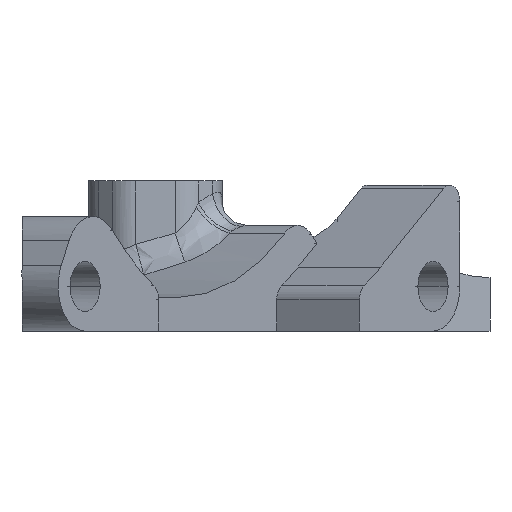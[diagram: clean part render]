
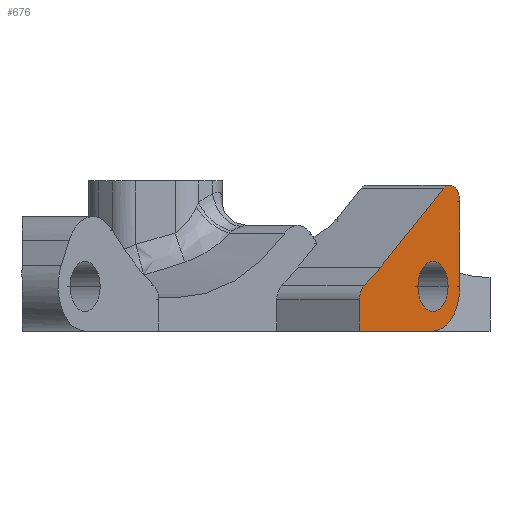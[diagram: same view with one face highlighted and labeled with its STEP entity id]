
A CAD part, left-side view. The second image highlights one B-rep face of the part: STEP entity #676.
In plain terms, the highlighted planar face has unit normal (-0.602, -0.799, 0).
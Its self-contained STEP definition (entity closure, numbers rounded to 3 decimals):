
#17 = EDGE_LOOP ( 'NONE', ( #3295, #1430 ) ) ;
#166 = ORIENTED_EDGE ( 'NONE', *, *, #3228, .T. ) ;
#357 = CARTESIAN_POINT ( 'NONE',  ( -21.907, -38.223, -16.123 ) ) ;
#358 = EDGE_CURVE ( 'NONE', #990, #1583, #3691, .T. ) ;
#441 = DIRECTION ( 'NONE',  ( 0.799, -0.602, 0. ) ) ;
#545 = DIRECTION ( 'NONE',  ( 0.602, 0.799, 0. ) ) ;
#548 = AXIS2_PLACEMENT_3D ( 'NONE', #2194, #3703, #1294 ) ;
#558 = DIRECTION ( 'NONE',  ( 0.602, 0.799, 0. ) ) ;
#574 = VECTOR ( 'NONE', #1680, 1000. ) ;
#585 = EDGE_CURVE ( 'NONE', #3079, #3830, #679, .T. ) ;
#591 = ORIENTED_EDGE ( 'NONE', *, *, #833, .F. ) ;
#606 = CARTESIAN_POINT ( 'NONE',  ( -29.894, -32.205, 2. ) ) ;
#645 = AXIS2_PLACEMENT_3D ( 'NONE', #2378, #545, #1432 ) ;
#676 = ADVANCED_FACE ( 'NONE', ( #2882, #2083 ), #2485, .T. ) ;
#679 = CIRCLE ( 'NONE', #645, 1.5 ) ;
#774 = LINE ( 'NONE', #2549, #1609 ) ;
#833 = EDGE_CURVE ( 'NONE', #3674, #1583, #3454, .T. ) ;
#865 = CARTESIAN_POINT ( 'NONE',  ( -13.921, -44.241, -15.324 ) ) ;
#990 = VERTEX_POINT ( 'NONE', #3811 ) ;
#1187 = EDGE_CURVE ( 'NONE', #3466, #2910, #1407, .T. ) ;
#1212 = DIRECTION ( 'NONE',  ( -0.799, 0.602, 0. ) ) ;
#1294 = DIRECTION ( 'NONE',  ( 0.799, -0.602, 0. ) ) ;
#1295 = VERTEX_POINT ( 'NONE', #3424 ) ;
#1304 = DIRECTION ( 'NONE',  ( 0.799, -0.602, 0. ) ) ;
#1407 = LINE ( 'NONE', #3655, #1601 ) ;
#1409 = DIRECTION ( 'NONE',  ( 0.799, -0.602, 0. ) ) ;
#1422 = ORIENTED_EDGE ( 'NONE', *, *, #358, .T. ) ;
#1425 = EDGE_CURVE ( 'NONE', #990, #2524, #774, .T. ) ;
#1430 = ORIENTED_EDGE ( 'NONE', *, *, #2747, .T. ) ;
#1432 = DIRECTION ( 'NONE',  ( 0.799, -0.602, 0. ) ) ;
#1583 = VERTEX_POINT ( 'NONE', #3033 ) ;
#1601 = VECTOR ( 'NONE', #3641, 1000. ) ;
#1609 = VECTOR ( 'NONE', #1642, 1000. ) ;
#1616 = AXIS2_PLACEMENT_3D ( 'NONE', #1941, #2802, #1930 ) ;
#1642 = DIRECTION ( 'NONE',  ( 0., 0., -1. ) ) ;
#1663 = EDGE_CURVE ( 'NONE', #1295, #3674, #2847, .T. ) ;
#1680 = DIRECTION ( 'NONE',  ( 0., 0., 1. ) ) ;
#1719 = CARTESIAN_POINT ( 'NONE',  ( -16.058, -42.631, -15.324 ) ) ;
#1775 = AXIS2_PLACEMENT_3D ( 'NONE', #3741, #3725, #441 ) ;
#1882 = DIRECTION ( 'NONE',  ( 0.602, 0.799, 0. ) ) ;
#1908 = CARTESIAN_POINT ( 'NONE',  ( -20.214, -39.499, -14.16 ) ) ;
#1930 = DIRECTION ( 'NONE',  ( 0.799, -0.602, 0. ) ) ;
#1941 = CARTESIAN_POINT ( 'NONE',  ( -21.109, -38.825, -16.123 ) ) ;
#1987 = LINE ( 'NONE', #3486, #574 ) ;
#2036 = CIRCLE ( 'NONE', #2138, 1.5 ) ;
#2083 = FACE_BOUND ( 'NONE', #17, .T. ) ;
#2124 = VERTEX_POINT ( 'NONE', #357 ) ;
#2138 = AXIS2_PLACEMENT_3D ( 'NONE', #2215, #1882, #1304 ) ;
#2194 = CARTESIAN_POINT ( 'NONE',  ( -16.058, -42.631, -15.324 ) ) ;
#2215 = CARTESIAN_POINT ( 'NONE',  ( -16.058, -42.631, -15.324 ) ) ;
#2378 = CARTESIAN_POINT ( 'NONE',  ( -16.058, -42.631, -15.324 ) ) ;
#2485 = PLANE ( 'NONE',  #548 ) ;
#2524 = VERTEX_POINT ( 'NONE', #865 ) ;
#2549 = CARTESIAN_POINT ( 'NONE',  ( -13.921, -44.241, -15.324 ) ) ;
#2579 = ORIENTED_EDGE ( 'NONE', *, *, #3465, .F. ) ;
#2607 = AXIS2_PLACEMENT_3D ( 'NONE', #1719, #558, #1409 ) ;
#2747 = EDGE_CURVE ( 'NONE', #3830, #3079, #2036, .T. ) ;
#2802 = DIRECTION ( 'NONE',  ( -0.602, -0.799, 0. ) ) ;
#2843 = CARTESIAN_POINT ( 'NONE',  ( -13.921, -44.241, -8.25 ) ) ;
#2847 = CIRCLE ( 'NONE', #3596, 20.2 ) ;
#2882 = FACE_OUTER_BOUND ( 'NONE', #3566, .T. ) ;
#2910 = VERTEX_POINT ( 'NONE', #3850 ) ;
#2977 = CARTESIAN_POINT ( 'NONE',  ( -14.86, -43.533, -15.324 ) ) ;
#3033 = CARTESIAN_POINT ( 'NONE',  ( -15.199, -43.278, -9.45 ) ) ;
#3079 = VERTEX_POINT ( 'NONE', #2977 ) ;
#3111 = VECTOR ( 'NONE', #3126, 1000. ) ;
#3119 = ORIENTED_EDGE ( 'NONE', *, *, #1187, .F. ) ;
#3126 = DIRECTION ( 'NONE',  ( 0.639, -0.481, 0.6 ) ) ;
#3153 = ORIENTED_EDGE ( 'NONE', *, *, #1425, .F. ) ;
#3188 = CARTESIAN_POINT ( 'NONE',  ( -17.256, -41.728, -15.324 ) ) ;
#3228 = EDGE_CURVE ( 'NONE', #1295, #2124, #3547, .T. ) ;
#3295 = ORIENTED_EDGE ( 'NONE', *, *, #585, .T. ) ;
#3319 = DIRECTION ( 'NONE',  ( -0.602, -0.799, 0. ) ) ;
#3424 = CARTESIAN_POINT ( 'NONE',  ( -21.523, -38.512, -15.268 ) ) ;
#3454 = LINE ( 'NONE', #2843, #3111 ) ;
#3465 = EDGE_CURVE ( 'NONE', #2524, #3466, #3819, .T. ) ;
#3466 = VERTEX_POINT ( 'NONE', #3858 ) ;
#3486 = CARTESIAN_POINT ( 'NONE',  ( -21.907, -38.223, -18. ) ) ;
#3547 = CIRCLE ( 'NONE', #1616, 1. ) ;
#3566 = EDGE_LOOP ( 'NONE', ( #3664, #166, #3865, #3119, #2579, #3153, #1422, #591 ) ) ;
#3596 = AXIS2_PLACEMENT_3D ( 'NONE', #606, #3319, #1212 ) ;
#3641 = DIRECTION ( 'NONE',  ( -0.799, 0.602, 0. ) ) ;
#3655 = CARTESIAN_POINT ( 'NONE',  ( -21.907, -38.223, -18. ) ) ;
#3664 = ORIENTED_EDGE ( 'NONE', *, *, #1663, .F. ) ;
#3674 = VERTEX_POINT ( 'NONE', #1908 ) ;
#3691 = CIRCLE ( 'NONE', #1775, 1. ) ;
#3703 = DIRECTION ( 'NONE',  ( -0.602, -0.799, 0. ) ) ;
#3725 = DIRECTION ( 'NONE',  ( -0.602, -0.799, 0. ) ) ;
#3741 = CARTESIAN_POINT ( 'NONE',  ( -14.72, -43.639, -10.25 ) ) ;
#3811 = CARTESIAN_POINT ( 'NONE',  ( -13.921, -44.241, -10.25 ) ) ;
#3815 = EDGE_CURVE ( 'NONE', #2910, #2124, #1987, .T. ) ;
#3819 = CIRCLE ( 'NONE', #2607, 2.676 ) ;
#3830 = VERTEX_POINT ( 'NONE', #3188 ) ;
#3850 = CARTESIAN_POINT ( 'NONE',  ( -21.907, -38.223, -18. ) ) ;
#3858 = CARTESIAN_POINT ( 'NONE',  ( -16.058, -42.631, -18. ) ) ;
#3865 = ORIENTED_EDGE ( 'NONE', *, *, #3815, .F. ) ;
